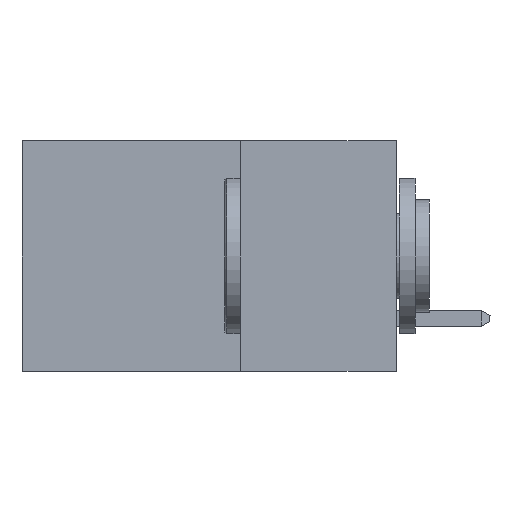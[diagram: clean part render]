
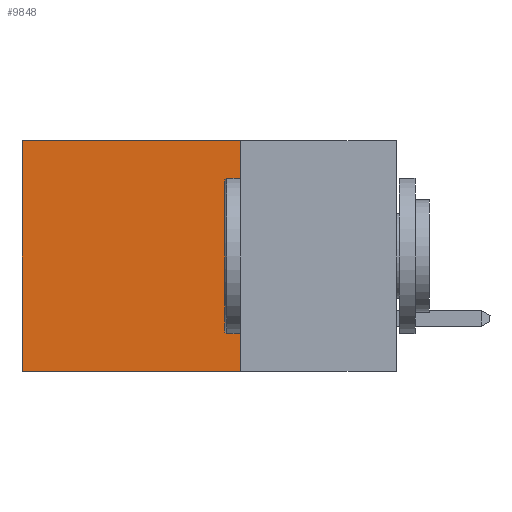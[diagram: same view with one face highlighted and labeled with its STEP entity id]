
A CAD part, left-side view. The second image highlights one B-rep face of the part: STEP entity #9848.
In plain terms, the highlighted planar face has unit normal (-1, 0, 0).
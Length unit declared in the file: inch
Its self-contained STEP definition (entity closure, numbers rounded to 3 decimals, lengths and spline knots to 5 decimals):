
#883 = CARTESIAN_POINT ( 'NONE',  ( 0.2615, 0.25, -0.37 ) ) ;
#1103 = EDGE_CURVE ( 'NONE', #7461, #2083, #5399, .T. ) ;
#1245 = CARTESIAN_POINT ( 'NONE',  ( 0.2615, 0.25, 0. ) ) ;
#1552 = EDGE_CURVE ( 'NONE', #9897, #7558, #3858, .T. ) ;
#1553 = LINE ( 'NONE', #15524, #11751 ) ;
#1639 = AXIS2_PLACEMENT_3D ( 'NONE', #883, #17356, #13083 ) ;
#1662 = ORIENTED_EDGE ( 'NONE', *, *, #1103, .F. ) ;
#1890 = CARTESIAN_POINT ( 'NONE',  ( 0.2615, 0.6, 0. ) ) ;
#2083 = VERTEX_POINT ( 'NONE', #3332 ) ;
#2618 = DIRECTION ( 'NONE',  ( 0., 1., 0. ) ) ;
#3286 = EDGE_LOOP ( 'NONE', ( #13786, #1662, #10205, #4102 ) ) ;
#3332 = CARTESIAN_POINT ( 'NONE',  ( 0.2615, 0.6, -0.37 ) ) ;
#3686 = EDGE_CURVE ( 'NONE', #7558, #2083, #1553, .T. ) ;
#3858 = LINE ( 'NONE', #1245, #12617 ) ;
#4102 = ORIENTED_EDGE ( 'NONE', *, *, #1552, .T. ) ;
#4677 = CARTESIAN_POINT ( 'NONE',  ( 0.2615, 0.25, -0.37 ) ) ;
#4832 = PLANE ( 'NONE',  #1639 ) ;
#5119 = VECTOR ( 'NONE', #14270, 39.37008 ) ;
#5399 = LINE ( 'NONE', #6671, #17440 ) ;
#6671 = CARTESIAN_POINT ( 'NONE',  ( 0.2615, 0.25, -0.37 ) ) ;
#7461 = VERTEX_POINT ( 'NONE', #17198 ) ;
#7558 = VERTEX_POINT ( 'NONE', #1890 ) ;
#9848 = ADVANCED_FACE ( 'NONE', ( #14337 ), #4832, .F. ) ;
#9897 = VERTEX_POINT ( 'NONE', #14617 ) ;
#10205 = ORIENTED_EDGE ( 'NONE', *, *, #11138, .F. ) ;
#11138 = EDGE_CURVE ( 'NONE', #9897, #7461, #13019, .T. ) ;
#11751 = VECTOR ( 'NONE', #15261, 39.37008 ) ;
#12617 = VECTOR ( 'NONE', #14876, 39.37008 ) ;
#13019 = LINE ( 'NONE', #4677, #5119 ) ;
#13083 = DIRECTION ( 'NONE',  ( 0., 0., -1. ) ) ;
#13786 = ORIENTED_EDGE ( 'NONE', *, *, #3686, .T. ) ;
#14270 = DIRECTION ( 'NONE',  ( 0., 0., -1. ) ) ;
#14337 = FACE_OUTER_BOUND ( 'NONE', #3286, .T. ) ;
#14617 = CARTESIAN_POINT ( 'NONE',  ( 0.2615, 0.25, 0. ) ) ;
#14876 = DIRECTION ( 'NONE',  ( 0., 1., 0. ) ) ;
#15261 = DIRECTION ( 'NONE',  ( 0., 0., -1. ) ) ;
#15524 = CARTESIAN_POINT ( 'NONE',  ( 0.2615, 0.6, -0.37 ) ) ;
#17198 = CARTESIAN_POINT ( 'NONE',  ( 0.2615, 0.25, -0.37 ) ) ;
#17356 = DIRECTION ( 'NONE',  ( 1., 0., 0. ) ) ;
#17440 = VECTOR ( 'NONE', #2618, 39.37008 ) ;
